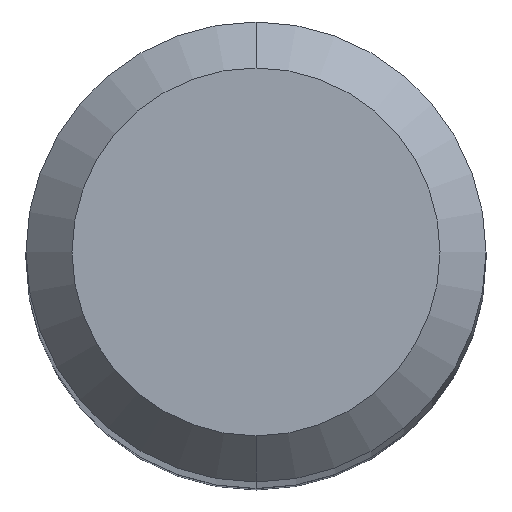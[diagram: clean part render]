
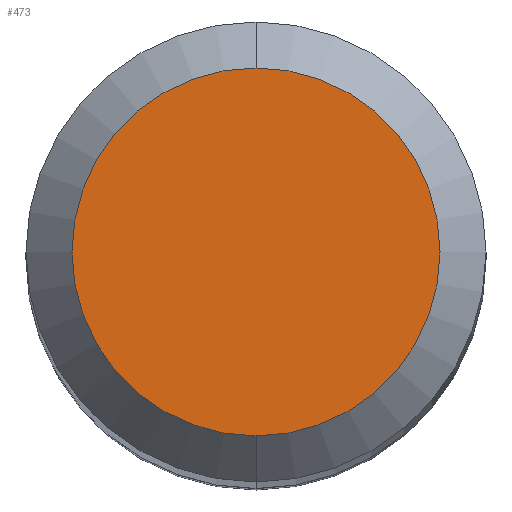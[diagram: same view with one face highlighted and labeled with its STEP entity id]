
A CAD part, top view. The second image highlights one B-rep face of the part: STEP entity #473.
In plain terms, the highlighted face is planar.
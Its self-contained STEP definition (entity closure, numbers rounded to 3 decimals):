
#240=CARTESIAN_POINT('',(0.,0.,0.));
#241=DIRECTION('',(0.,0.,1.));
#242=DIRECTION('',(0.,-1.,0.));
#243=AXIS2_PLACEMENT_3D('',#240,#241,#242);
#248=CARTESIAN_POINT('',(0.,0.,0.));
#249=DIRECTION('',(0.,0.,1.));
#250=DIRECTION('',(0.,1.,0.));
#251=AXIS2_PLACEMENT_3D('',#248,#249,#250);
#280=CARTESIAN_POINT('',(0.,-2.4,0.));
#281=CARTESIAN_POINT('',(0.,2.4,0.));
#282=VERTEX_POINT('',#280);
#283=VERTEX_POINT('',#281);
#464=CARTESIAN_POINT('',(0.,0.,0.));
#465=DIRECTION('',(0.,0.,-1.));
#466=DIRECTION('',(0.,-1.,0.));
#467=AXIS2_PLACEMENT_3D('',#464,#465,#466);
#468=PLANE('',#467);
#469=ORIENTED_EDGE('',*,*,#308,.T.);
#470=ORIENTED_EDGE('',*,*,#323,.T.);
#471=EDGE_LOOP('',(#469,#470));
#472=FACE_OUTER_BOUND('',#471,.F.);
#244=CIRCLE('',#243,2.4);
#252=CIRCLE('',#251,2.4);
#308=EDGE_CURVE('',#282,#283,#244,.T.);
#323=EDGE_CURVE('',#283,#282,#252,.T.);
#473=ADVANCED_FACE('',(#472),#468,.T.);
